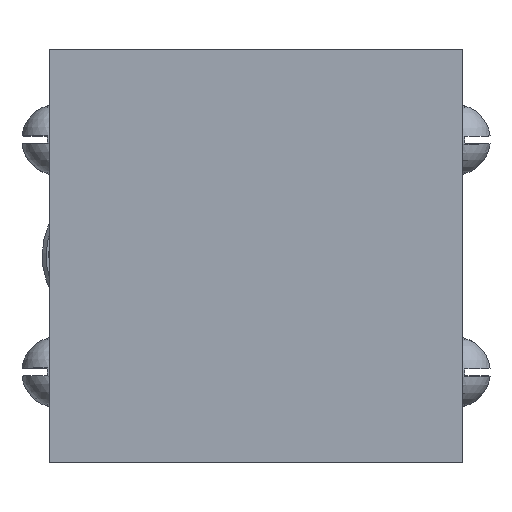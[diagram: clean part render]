
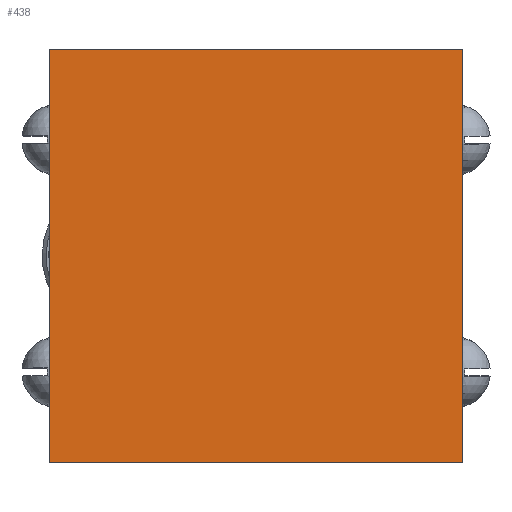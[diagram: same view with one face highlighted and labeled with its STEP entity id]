
A CAD part, left-side view. The second image highlights one B-rep face of the part: STEP entity #438.
In plain terms, the highlighted face is planar.
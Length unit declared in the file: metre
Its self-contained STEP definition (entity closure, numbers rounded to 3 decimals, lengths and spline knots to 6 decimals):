
#438=ADVANCED_FACE('0:126',(#936),#937,.F.);
#936=FACE_OUTER_BOUND('',#1540,.T.);
#937=PLANE('',#1541);
#1540=EDGE_LOOP('',(#2382,#2383,#2384,#2385));
#1541=AXIS2_PLACEMENT_3D('',#2386,#2387,#2388);
#2382=ORIENTED_EDGE('',*,*,#3685,.T.);
#2383=ORIENTED_EDGE('',*,*,#3718,.F.);
#2384=ORIENTED_EDGE('',*,*,#3667,.F.);
#2385=ORIENTED_EDGE('',*,*,#3720,.F.);
#2386=CARTESIAN_POINT('',(0.076487,0.065241,-0.0148));
#2387=DIRECTION('',(-1.0,0.0,0.0));
#2388=DIRECTION('',(0.0,0.0,1.0));
#3667=EDGE_CURVE('0:234',#4318,#4320,#4321,.T.);
#3685=EDGE_CURVE('0:282',#4354,#4352,#4355,.T.);
#3718=EDGE_CURVE('0:342',#4320,#4352,#4394,.T.);
#3720=EDGE_CURVE('0:345',#4354,#4318,#4396,.T.);
#4318=VERTEX_POINT('',#5193);
#4320=VERTEX_POINT('',#5196);
#4321=LINE('',#5197,#5198);
#4352=VERTEX_POINT('',#5243);
#4354=VERTEX_POINT('',#5246);
#4355=LINE('',#5247,#5248);
#4394=LINE('',#5306,#5307);
#4396=LINE('',#5309,#5310);
#5193=CARTESIAN_POINT('',(0.076487,0.065241,-0.0148));
#5196=CARTESIAN_POINT('',(0.076487,0.065241,-0.0468));
#5197=CARTESIAN_POINT('',(0.076487,0.065241,-0.0148));
#5198=VECTOR('',#6246,1.0);
#5243=CARTESIAN_POINT('',(0.076487,0.033241,-0.0468));
#5246=CARTESIAN_POINT('',(0.076487,0.033241,-0.0148));
#5247=CARTESIAN_POINT('',(0.076487,0.033241,-0.0148));
#5248=VECTOR('',#6262,1.0);
#5306=CARTESIAN_POINT('',(0.076487,0.065241,-0.0468));
#5307=VECTOR('',#6282,1.0);
#5309=CARTESIAN_POINT('',(0.076487,0.065241,-0.0148));
#5310=VECTOR('',#6283,1.0);
#6246=DIRECTION('',(0.0,0.0,-1.0));
#6262=DIRECTION('',(0.0,0.0,-1.0));
#6282=DIRECTION('',(-0.0,-1.0,-0.0));
#6283=DIRECTION('',(0.0,1.0,0.0));
